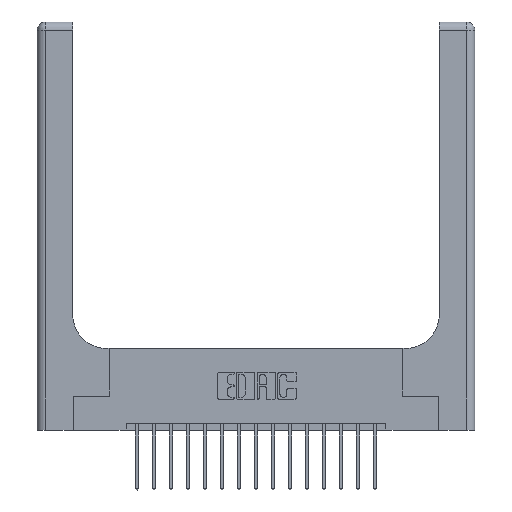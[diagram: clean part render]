
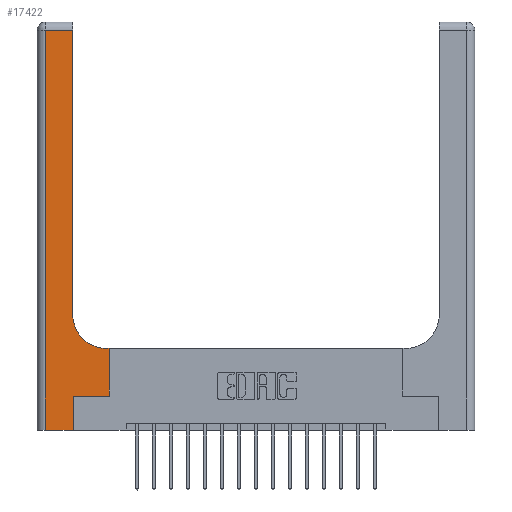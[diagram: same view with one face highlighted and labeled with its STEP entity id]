
A CAD part, top view. The second image highlights one B-rep face of the part: STEP entity #17422.
In plain terms, the highlighted planar face has unit normal (0, 0, 1).
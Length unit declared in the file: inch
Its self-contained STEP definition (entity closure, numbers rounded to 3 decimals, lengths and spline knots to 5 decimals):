
#34 = CARTESIAN_POINT ( 'NONE',  ( 0.265, 0., 0.37 ) ) ;
#684 = CARTESIAN_POINT ( 'NONE',  ( 0., 3., 0.37 ) ) ;
#1090 = FACE_OUTER_BOUND ( 'NONE', #16945, .T. ) ;
#1601 = CARTESIAN_POINT ( 'NONE',  ( 0.51, 0.85, 0.37 ) ) ;
#2053 = VECTOR ( 'NONE', #5004, 39.37008 ) ;
#2196 = VECTOR ( 'NONE', #9996, 39.37008 ) ;
#3297 = DIRECTION ( 'NONE',  ( 0., 0., -1. ) ) ;
#3738 = EDGE_CURVE ( 'NONE', #9117, #15148, #8361, .T. ) ;
#4108 = EDGE_CURVE ( 'NONE', #8858, #5524, #13987, .T. ) ;
#4198 = LINE ( 'NONE', #5574, #14333 ) ;
#4503 = ORIENTED_EDGE ( 'NONE', *, *, #18649, .T. ) ;
#4511 = CARTESIAN_POINT ( 'NONE',  ( 0., 0., 0.37 ) ) ;
#4769 = EDGE_CURVE ( 'NONE', #11142, #7658, #5411, .T. ) ;
#5004 = DIRECTION ( 'NONE',  ( 1., 0., 0. ) ) ;
#5022 = EDGE_CURVE ( 'NONE', #9454, #9117, #5642, .T. ) ;
#5023 = DIRECTION ( 'NONE',  ( 0., 0., -1. ) ) ;
#5045 = VERTEX_POINT ( 'NONE', #7113 ) ;
#5084 = DIRECTION ( 'NONE',  ( -1., 0., 0. ) ) ;
#5411 = CIRCLE ( 'NONE', #17623, 0.25 ) ;
#5524 = VERTEX_POINT ( 'NONE', #15533 ) ;
#5564 = ORIENTED_EDGE ( 'NONE', *, *, #4769, .T. ) ;
#5574 = CARTESIAN_POINT ( 'NONE',  ( 0.265, 0., 0.37 ) ) ;
#5642 = LINE ( 'NONE', #15739, #13719 ) ;
#6021 = LINE ( 'NONE', #14387, #2196 ) ;
#6196 = EDGE_CURVE ( 'NONE', #5524, #12974, #10100, .T. ) ;
#6413 = EDGE_CURVE ( 'NONE', #5045, #9454, #6021, .T. ) ;
#6878 = EDGE_CURVE ( 'NONE', #15148, #8858, #4198, .T. ) ;
#7113 = CARTESIAN_POINT ( 'NONE',  ( 0.26, 2.94, 0.37 ) ) ;
#7658 = VERTEX_POINT ( 'NONE', #14587 ) ;
#7687 = DIRECTION ( 'NONE',  ( -1., 0., 0. ) ) ;
#7708 = CARTESIAN_POINT ( 'NONE',  ( 0.265, 0.25, 0.37 ) ) ;
#8361 = LINE ( 'NONE', #4511, #14003 ) ;
#8569 = DIRECTION ( 'NONE',  ( 0., -1., 0. ) ) ;
#8608 = DIRECTION ( 'NONE',  ( 1., 0., 0. ) ) ;
#8858 = VERTEX_POINT ( 'NONE', #7708 ) ;
#9075 = CARTESIAN_POINT ( 'NONE',  ( 0.26, 0.6, 0.37 ) ) ;
#9117 = VERTEX_POINT ( 'NONE', #16972 ) ;
#9352 = CARTESIAN_POINT ( 'NONE',  ( 0.528, 0.25, 0.37 ) ) ;
#9360 = PLANE ( 'NONE',  #13035 ) ;
#9454 = VERTEX_POINT ( 'NONE', #17212 ) ;
#9996 = DIRECTION ( 'NONE',  ( -1., 0., 0. ) ) ;
#10100 = LINE ( 'NONE', #9352, #15696 ) ;
#10241 = EDGE_CURVE ( 'NONE', #12974, #11142, #11454, .T. ) ;
#10915 = DIRECTION ( 'NONE',  ( 0., 1., 0. ) ) ;
#10969 = CARTESIAN_POINT ( 'NONE',  ( 0.265, 0.25, 0.37 ) ) ;
#11142 = VERTEX_POINT ( 'NONE', #16045 ) ;
#11454 = LINE ( 'NONE', #9075, #18214 ) ;
#12733 = DIRECTION ( 'NONE',  ( 0., 1., 0. ) ) ;
#12974 = VERTEX_POINT ( 'NONE', #13195 ) ;
#13035 = AXIS2_PLACEMENT_3D ( 'NONE', #684, #5023, #5084 ) ;
#13108 = DIRECTION ( 'NONE',  ( 1., 0., 0. ) ) ;
#13120 = ORIENTED_EDGE ( 'NONE', *, *, #10241, .T. ) ;
#13195 = CARTESIAN_POINT ( 'NONE',  ( 0.528, 0.6, 0.37 ) ) ;
#13719 = VECTOR ( 'NONE', #8569, 39.37008 ) ;
#13736 = ORIENTED_EDGE ( 'NONE', *, *, #6196, .T. ) ;
#13987 = LINE ( 'NONE', #10969, #2053 ) ;
#14003 = VECTOR ( 'NONE', #8608, 39.37008 ) ;
#14333 = VECTOR ( 'NONE', #12733, 39.37008 ) ;
#14349 = ORIENTED_EDGE ( 'NONE', *, *, #4108, .T. ) ;
#14387 = CARTESIAN_POINT ( 'NONE',  ( 0., 2.94, 0.37 ) ) ;
#14552 = VECTOR ( 'NONE', #16550, 39.37008 ) ;
#14587 = CARTESIAN_POINT ( 'NONE',  ( 0.26, 0.85, 0.37 ) ) ;
#14792 = ORIENTED_EDGE ( 'NONE', *, *, #3738, .T. ) ;
#15148 = VERTEX_POINT ( 'NONE', #34 ) ;
#15246 = ORIENTED_EDGE ( 'NONE', *, *, #5022, .T. ) ;
#15533 = CARTESIAN_POINT ( 'NONE',  ( 0.528, 0.25, 0.37 ) ) ;
#15696 = VECTOR ( 'NONE', #10915, 39.37008 ) ;
#15739 = CARTESIAN_POINT ( 'NONE',  ( 0.06, 3., 0.37 ) ) ;
#15882 = LINE ( 'NONE', #17745, #14552 ) ;
#16045 = CARTESIAN_POINT ( 'NONE',  ( 0.51, 0.6, 0.37 ) ) ;
#16550 = DIRECTION ( 'NONE',  ( 0., 1., 0. ) ) ;
#16945 = EDGE_LOOP ( 'NONE', ( #4503, #17643, #15246, #14792, #17672, #14349, #13736, #13120, #5564 ) ) ;
#16972 = CARTESIAN_POINT ( 'NONE',  ( 0.06, 0., 0.37 ) ) ;
#17212 = CARTESIAN_POINT ( 'NONE',  ( 0.06, 2.94, 0.37 ) ) ;
#17422 = ADVANCED_FACE ( 'NONE', ( #1090 ), #9360, .F. ) ;
#17623 = AXIS2_PLACEMENT_3D ( 'NONE', #1601, #3297, #13108 ) ;
#17643 = ORIENTED_EDGE ( 'NONE', *, *, #6413, .T. ) ;
#17672 = ORIENTED_EDGE ( 'NONE', *, *, #6878, .T. ) ;
#17745 = CARTESIAN_POINT ( 'NONE',  ( 0.26, 3., 0.37 ) ) ;
#18214 = VECTOR ( 'NONE', #7687, 39.37008 ) ;
#18649 = EDGE_CURVE ( 'NONE', #7658, #5045, #15882, .T. ) ;
